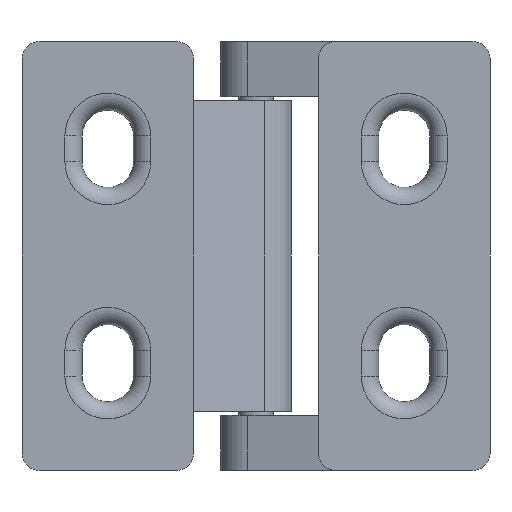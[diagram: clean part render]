
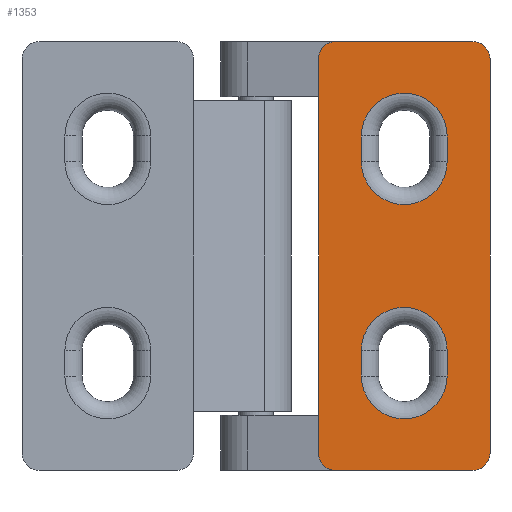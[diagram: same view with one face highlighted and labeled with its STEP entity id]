
A CAD part, left-side view. The second image highlights one B-rep face of the part: STEP entity #1353.
In plain terms, the highlighted face is planar.
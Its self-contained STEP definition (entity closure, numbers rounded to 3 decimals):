
#31=FACE_BOUND('',#434,.T.);
#32=FACE_BOUND('',#435,.T.);
#46=PLANE('',#1490);
#97=LINE('',#2184,#207);
#98=LINE('',#2193,#208);
#100=LINE('',#2204,#210);
#101=LINE('',#2208,#211);
#102=LINE('',#2212,#212);
#103=LINE('',#2215,#213);
#104=LINE('',#2220,#214);
#105=LINE('',#2223,#215);
#207=VECTOR('',#1721,10.);
#208=VECTOR('',#1734,10.);
#210=VECTOR('',#1748,10.);
#211=VECTOR('',#1751,10.);
#212=VECTOR('',#1754,10.);
#213=VECTOR('',#1757,10.);
#214=VECTOR('',#1760,10.);
#215=VECTOR('',#1763,10.);
#348=FACE_OUTER_BOUND('',#433,.T.);
#433=EDGE_LOOP('',(#1008,#1009,#1010,#1011,#1012,#1013,#1014,#1015));
#434=EDGE_LOOP('',(#1016,#1017,#1018,#1019));
#435=EDGE_LOOP('',(#1020,#1021,#1022,#1023));
#531=CIRCLE('',#1482,2.5);
#534=CIRCLE('',#1487,2.5);
#535=CIRCLE('',#1491,1.);
#536=CIRCLE('',#1492,1.);
#537=CIRCLE('',#1493,1.);
#538=CIRCLE('',#1494,1.);
#539=CIRCLE('',#1495,2.5);
#540=CIRCLE('',#1496,2.5);
#628=VERTEX_POINT('',#2178);
#630=VERTEX_POINT('',#2182);
#631=VERTEX_POINT('',#2186);
#632=VERTEX_POINT('',#2191);
#633=VERTEX_POINT('',#2200);
#634=VERTEX_POINT('',#2201);
#635=VERTEX_POINT('',#2203);
#636=VERTEX_POINT('',#2205);
#637=VERTEX_POINT('',#2207);
#638=VERTEX_POINT('',#2209);
#639=VERTEX_POINT('',#2211);
#640=VERTEX_POINT('',#2213);
#641=VERTEX_POINT('',#2216);
#642=VERTEX_POINT('',#2217);
#643=VERTEX_POINT('',#2219);
#644=VERTEX_POINT('',#2221);
#765=EDGE_CURVE('',#630,#628,#97,.T.);
#767=EDGE_CURVE('',#631,#630,#531,.T.);
#770=EDGE_CURVE('',#632,#631,#98,.T.);
#771=EDGE_CURVE('',#628,#632,#534,.T.);
#773=EDGE_CURVE('',#633,#634,#535,.T.);
#774=EDGE_CURVE('',#633,#635,#100,.T.);
#775=EDGE_CURVE('',#636,#635,#536,.T.);
#776=EDGE_CURVE('',#636,#637,#101,.T.);
#777=EDGE_CURVE('',#638,#637,#537,.T.);
#778=EDGE_CURVE('',#638,#639,#102,.T.);
#779=EDGE_CURVE('',#640,#639,#538,.T.);
#780=EDGE_CURVE('',#640,#634,#103,.T.);
#781=EDGE_CURVE('',#641,#642,#539,.T.);
#782=EDGE_CURVE('',#643,#641,#104,.T.);
#783=EDGE_CURVE('',#644,#643,#540,.T.);
#784=EDGE_CURVE('',#642,#644,#105,.T.);
#1008=ORIENTED_EDGE('',*,*,#773,.F.);
#1009=ORIENTED_EDGE('',*,*,#774,.T.);
#1010=ORIENTED_EDGE('',*,*,#775,.F.);
#1011=ORIENTED_EDGE('',*,*,#776,.T.);
#1012=ORIENTED_EDGE('',*,*,#777,.F.);
#1013=ORIENTED_EDGE('',*,*,#778,.T.);
#1014=ORIENTED_EDGE('',*,*,#779,.F.);
#1015=ORIENTED_EDGE('',*,*,#780,.T.);
#1016=ORIENTED_EDGE('',*,*,#781,.F.);
#1017=ORIENTED_EDGE('',*,*,#782,.F.);
#1018=ORIENTED_EDGE('',*,*,#783,.F.);
#1019=ORIENTED_EDGE('',*,*,#784,.F.);
#1020=ORIENTED_EDGE('',*,*,#765,.F.);
#1021=ORIENTED_EDGE('',*,*,#767,.F.);
#1022=ORIENTED_EDGE('',*,*,#770,.F.);
#1023=ORIENTED_EDGE('',*,*,#771,.F.);
#1353=ADVANCED_FACE('',(#348,#31,#32),#46,.T.);
#1482=AXIS2_PLACEMENT_3D('',#2188,#1726,#1727);
#1487=AXIS2_PLACEMENT_3D('',#2195,#1737,#1738);
#1490=AXIS2_PLACEMENT_3D('',#2199,#1744,#1745);
#1491=AXIS2_PLACEMENT_3D('',#2202,#1746,#1747);
#1492=AXIS2_PLACEMENT_3D('',#2206,#1749,#1750);
#1493=AXIS2_PLACEMENT_3D('',#2210,#1752,#1753);
#1494=AXIS2_PLACEMENT_3D('',#2214,#1755,#1756);
#1495=AXIS2_PLACEMENT_3D('',#2218,#1758,#1759);
#1496=AXIS2_PLACEMENT_3D('',#2222,#1761,#1762);
#1721=DIRECTION('',(0.,0.,1.));
#1726=DIRECTION('center_axis',(1.,0.,0.));
#1727=DIRECTION('ref_axis',(0.,0.,-1.));
#1734=DIRECTION('',(0.,0.,-1.));
#1737=DIRECTION('center_axis',(1.,0.,0.));
#1738=DIRECTION('ref_axis',(0.,0.,1.));
#1744=DIRECTION('center_axis',(1.,0.,0.));
#1745=DIRECTION('ref_axis',(0.,1.,0.));
#1746=DIRECTION('center_axis',(-1.,0.,0.));
#1747=DIRECTION('ref_axis',(0.,0.707,-0.707));
#1748=DIRECTION('',(0.,0.,1.));
#1749=DIRECTION('center_axis',(-1.,0.,0.));
#1750=DIRECTION('ref_axis',(0.,0.707,0.707));
#1751=DIRECTION('',(0.,-1.,0.));
#1752=DIRECTION('center_axis',(-1.,0.,0.));
#1753=DIRECTION('ref_axis',(0.,-0.707,0.707));
#1754=DIRECTION('',(0.,0.,-1.));
#1755=DIRECTION('center_axis',(-1.,0.,0.));
#1756=DIRECTION('ref_axis',(0.,-0.707,-0.707));
#1757=DIRECTION('',(0.,1.,0.));
#1758=DIRECTION('center_axis',(1.,0.,0.));
#1759=DIRECTION('ref_axis',(0.,0.,-1.));
#1760=DIRECTION('',(0.,0.,-1.));
#1761=DIRECTION('center_axis',(1.,0.,0.));
#1762=DIRECTION('ref_axis',(0.,0.,1.));
#1763=DIRECTION('',(0.,0.,1.));
#2178=CARTESIAN_POINT('',(6.4,7.5,95.414));
#2182=CARTESIAN_POINT('',(6.4,7.5,93.914));
#2184=CARTESIAN_POINT('',(6.4,7.5,91.164));
#2186=CARTESIAN_POINT('',(6.4,2.5,93.914));
#2188=CARTESIAN_POINT('Origin',(6.4,5.,93.914));
#2191=CARTESIAN_POINT('',(6.4,2.5,95.414));
#2193=CARTESIAN_POINT('',(6.4,2.5,91.914));
#2195=CARTESIAN_POINT('Origin',(6.4,5.,95.414));
#2199=CARTESIAN_POINT('Origin',(6.4,5.,88.414));
#2200=CARTESIAN_POINT('',(6.4,10.,76.914));
#2201=CARTESIAN_POINT('',(6.4,9.,75.914));
#2202=CARTESIAN_POINT('Origin',(6.4,9.,76.914));
#2203=CARTESIAN_POINT('',(6.4,10.,99.914));
#2204=CARTESIAN_POINT('',(6.4,10.,88.414));
#2205=CARTESIAN_POINT('',(6.4,9.,100.914));
#2206=CARTESIAN_POINT('Origin',(6.4,9.,99.914));
#2207=CARTESIAN_POINT('',(6.4,1.,100.914));
#2208=CARTESIAN_POINT('',(6.4,5.,100.914));
#2209=CARTESIAN_POINT('',(6.4,0.,99.914));
#2210=CARTESIAN_POINT('Origin',(6.4,1.,99.914));
#2211=CARTESIAN_POINT('',(6.4,0.,76.914));
#2212=CARTESIAN_POINT('',(6.4,0.,88.414));
#2213=CARTESIAN_POINT('',(6.4,1.,75.914));
#2214=CARTESIAN_POINT('Origin',(6.4,1.,76.914));
#2215=CARTESIAN_POINT('',(6.4,5.,75.914));
#2216=CARTESIAN_POINT('',(6.4,2.5,81.414));
#2217=CARTESIAN_POINT('',(6.4,7.5,81.414));
#2218=CARTESIAN_POINT('Origin',(6.4,5.,81.414));
#2219=CARTESIAN_POINT('',(6.4,2.5,82.914));
#2220=CARTESIAN_POINT('',(6.4,2.5,85.664));
#2221=CARTESIAN_POINT('',(6.4,7.5,82.914));
#2222=CARTESIAN_POINT('Origin',(6.4,5.,82.914));
#2223=CARTESIAN_POINT('',(6.4,7.5,84.914));
